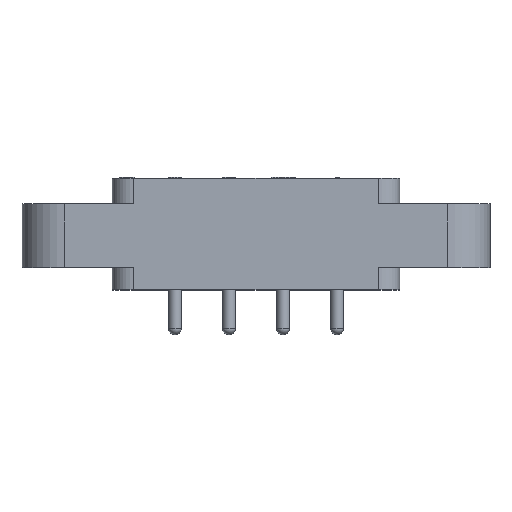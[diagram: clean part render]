
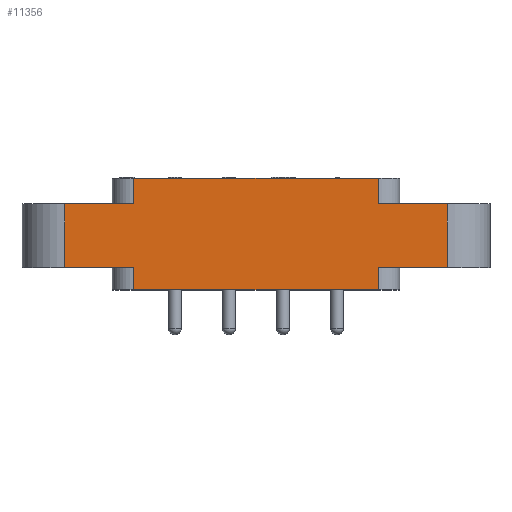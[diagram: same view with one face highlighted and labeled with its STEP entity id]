
A CAD part, top view. The second image highlights one B-rep face of the part: STEP entity #11356.
In plain terms, the highlighted planar face has unit normal (0, 0, 1).
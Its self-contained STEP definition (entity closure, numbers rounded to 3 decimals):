
#19=DIRECTION('',(-1.,0.,0.));
#20=VECTOR('',#19,6.5);
#21=CARTESIAN_POINT('',(18.,8.1,6.6));
#22=LINE('',#21,#20);
#41=DIRECTION('',(0.,1.,0.));
#42=VECTOR('',#41,2.4);
#43=CARTESIAN_POINT('',(11.5,8.1,6.6));
#44=LINE('',#43,#42);
#63=DIRECTION('',(-1.,0.,0.));
#64=VECTOR('',#63,23.);
#65=CARTESIAN_POINT('',(11.5,10.5,6.6));
#66=LINE('',#65,#64);
#881=DIRECTION('',(0.,-1.,0.));
#882=VECTOR('',#881,2.4);
#883=CARTESIAN_POINT('',(-11.5,10.5,6.6));
#884=LINE('',#883,#882);
#903=DIRECTION('',(-1.,0.,0.));
#904=VECTOR('',#903,6.5);
#905=CARTESIAN_POINT('',(-11.5,8.1,6.6));
#906=LINE('',#905,#904);
#943=DIRECTION('',(0.,-1.,0.));
#944=VECTOR('',#943,6.);
#945=CARTESIAN_POINT('',(-18.,8.1,6.6));
#946=LINE('',#945,#944);
#969=DIRECTION('',(1.,0.,0.));
#970=VECTOR('',#969,6.5);
#971=CARTESIAN_POINT('',(-18.,2.1,6.6));
#972=LINE('',#971,#970);
#987=DIRECTION('',(0.,-1.,0.));
#988=VECTOR('',#987,2.1);
#989=CARTESIAN_POINT('',(-11.5,2.1,6.6));
#990=LINE('',#989,#988);
#1009=DIRECTION('',(1.,0.,0.));
#1010=VECTOR('',#1009,23.);
#1011=CARTESIAN_POINT('',(-11.5,0.,6.6));
#1012=LINE('',#1011,#1010);
#1125=DIRECTION('',(0.,1.,0.));
#1126=VECTOR('',#1125,2.1);
#1127=CARTESIAN_POINT('',(11.5,0.,6.6));
#1128=LINE('',#1127,#1126);
#1147=DIRECTION('',(1.,0.,0.));
#1148=VECTOR('',#1147,6.5);
#1149=CARTESIAN_POINT('',(11.5,2.1,6.6));
#1150=LINE('',#1149,#1148);
#1165=DIRECTION('',(0.,1.,0.));
#1166=VECTOR('',#1165,6.);
#1167=CARTESIAN_POINT('',(18.,2.1,6.6));
#1168=LINE('',#1167,#1166);
#9023=CARTESIAN_POINT('',(18.,2.1,6.6));
#9024=CARTESIAN_POINT('',(18.,8.1,6.6));
#9025=VERTEX_POINT('',#9023);
#9026=VERTEX_POINT('',#9024);
#9039=CARTESIAN_POINT('',(-18.,8.1,6.6));
#9040=CARTESIAN_POINT('',(-18.,2.1,6.6));
#9041=VERTEX_POINT('',#9039);
#9042=VERTEX_POINT('',#9040);
#9071=CARTESIAN_POINT('',(11.5,8.1,6.6));
#9072=CARTESIAN_POINT('',(11.5,10.5,6.6));
#9073=VERTEX_POINT('',#9071);
#9074=VERTEX_POINT('',#9072);
#9079=CARTESIAN_POINT('',(11.5,0.,6.6));
#9080=CARTESIAN_POINT('',(11.5,2.1,6.6));
#9081=VERTEX_POINT('',#9079);
#9082=VERTEX_POINT('',#9080);
#9087=CARTESIAN_POINT('',(-11.5,2.1,6.6));
#9088=CARTESIAN_POINT('',(-11.5,0.,6.6));
#9089=VERTEX_POINT('',#9087);
#9090=VERTEX_POINT('',#9088);
#9095=CARTESIAN_POINT('',(-11.5,10.5,6.6));
#9096=CARTESIAN_POINT('',(-11.5,8.1,6.6));
#9097=VERTEX_POINT('',#9095);
#9098=VERTEX_POINT('',#9096);
#11326=CARTESIAN_POINT('',(0.,0.,6.6));
#11327=DIRECTION('',(0.,0.,1.));
#11328=DIRECTION('',(1.,0.,0.));
#11329=AXIS2_PLACEMENT_3D('',#11326,#11327,#11328);
#11330=PLANE('',#11329);
#11332=ORIENTED_EDGE('',*,*,#11331,.F.);
#11333=ORIENTED_EDGE('',*,*,#11303,.F.);
#11335=ORIENTED_EDGE('',*,*,#11334,.F.);
#11337=ORIENTED_EDGE('',*,*,#11336,.F.);
#11339=ORIENTED_EDGE('',*,*,#11338,.F.);
#11341=ORIENTED_EDGE('',*,*,#11340,.F.);
#11343=ORIENTED_EDGE('',*,*,#11342,.F.);
#11345=ORIENTED_EDGE('',*,*,#11344,.F.);
#11347=ORIENTED_EDGE('',*,*,#11346,.F.);
#11349=ORIENTED_EDGE('',*,*,#11348,.F.);
#11351=ORIENTED_EDGE('',*,*,#11350,.F.);
#11353=ORIENTED_EDGE('',*,*,#11352,.F.);
#11354=EDGE_LOOP('',(#11332,#11333,#11335,#11337,#11339,#11341,#11343,#11345,
#11347,#11349,#11351,#11353));
#11355=FACE_OUTER_BOUND('',#11354,.F.);
#11356=ADVANCED_FACE('',(#11355),#11330,.T.);
#11303=EDGE_CURVE('',#9026,#9073,#22,.T.);
#11331=EDGE_CURVE('',#9073,#9074,#44,.T.);
#11334=EDGE_CURVE('',#9025,#9026,#1168,.T.);
#11336=EDGE_CURVE('',#9082,#9025,#1150,.T.);
#11338=EDGE_CURVE('',#9081,#9082,#1128,.T.);
#11340=EDGE_CURVE('',#9090,#9081,#1012,.T.);
#11342=EDGE_CURVE('',#9089,#9090,#990,.T.);
#11344=EDGE_CURVE('',#9042,#9089,#972,.T.);
#11346=EDGE_CURVE('',#9041,#9042,#946,.T.);
#11348=EDGE_CURVE('',#9098,#9041,#906,.T.);
#11350=EDGE_CURVE('',#9097,#9098,#884,.T.);
#11352=EDGE_CURVE('',#9074,#9097,#66,.T.);
